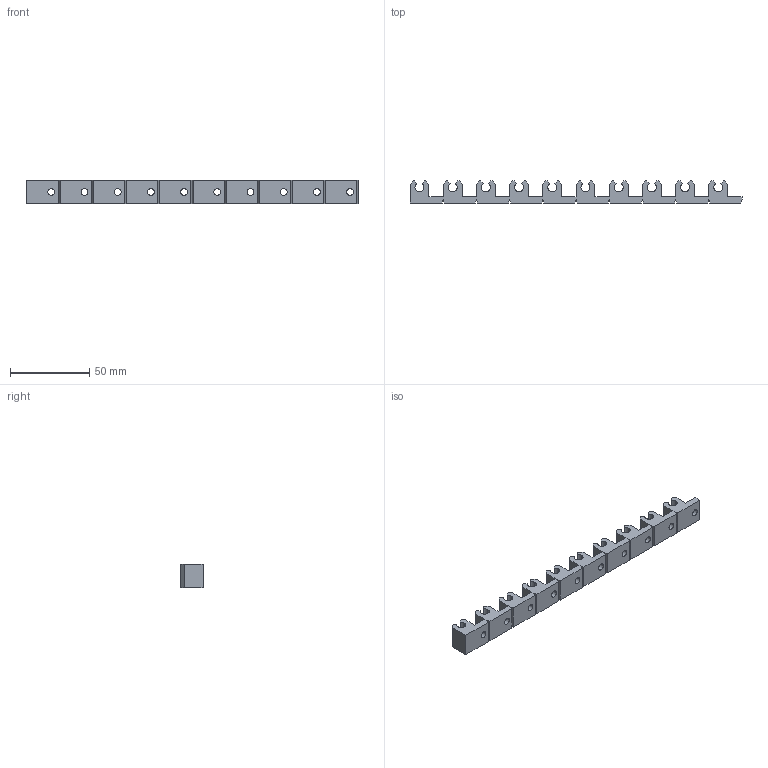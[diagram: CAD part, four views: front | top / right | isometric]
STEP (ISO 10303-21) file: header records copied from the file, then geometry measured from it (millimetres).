
FILE_DESCRIPTION (( 'STEP AP214' ), '1' );
FILE_NAME ('52286 Rohrklemme PE d6.step', '2008-04-22T22:20:19', ( '' ), ( '' ), 'SwSTEP 2.0', 'SolidWorks 2008', '' );
FILE_SCHEMA (( 'AUTOMOTIVE_DESIGN' ));
Length unit declared in the file: millimetre
Products named in the file (1): 52286 Rohrklemme PE d6
Bounding box: 210 x 14 x 15 mm (x, y, z)
Volume: 24362.7 mm3; surface area: 15055.9 mm2
Topology: 1 solids, 1 shells, 192 faces, 570 edges, 380 vertices
Faces by surface type: plane 142, cylinder 50
Entity records: 6457 total; most frequent: CARTESIAN_POINT 1143, ORIENTED_EDGE 1140, DIRECTION 1056, EDGE_CURVE 570, VECTOR 470, LINE 470, VERTEX_POINT 380, AXIS2_PLACEMENT_3D 293
